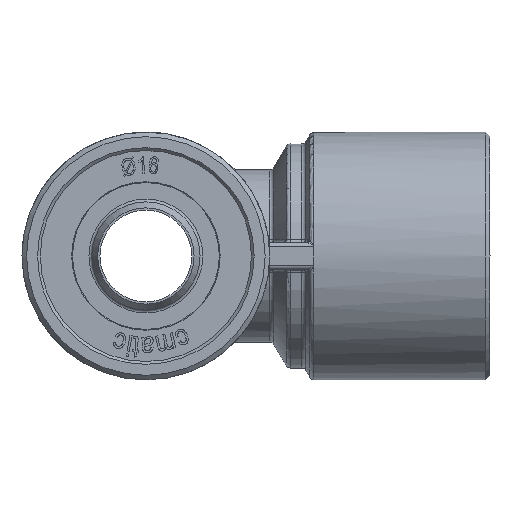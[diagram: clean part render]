
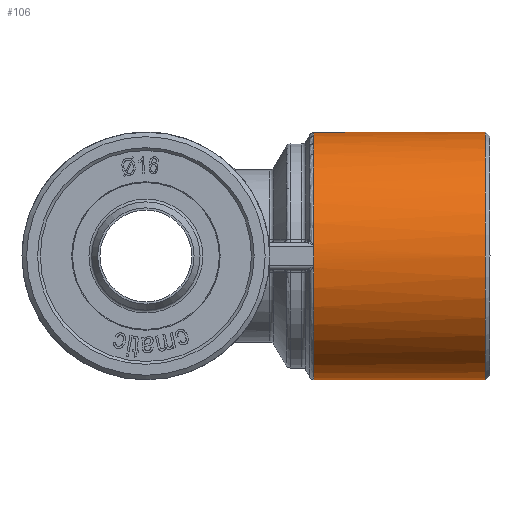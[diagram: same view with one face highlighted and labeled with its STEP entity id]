
A CAD part, front view. The second image highlights one B-rep face of the part: STEP entity #106.
In plain terms, the highlighted cylindrical face has radius 13.5 mm (diameter 27 mm), a full revolution.
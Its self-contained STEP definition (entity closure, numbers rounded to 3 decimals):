
#106 = ADVANCED_FACE( 'NONE', ( #782, #783 ), #784, .T. );
#782 = FACE_OUTER_BOUND( '', #2486, .T. );
#783 = FACE_OUTER_BOUND( '', #2487, .T. );
#784 = CYLINDRICAL_SURFACE( '', #2488, 13.5 );
#2486 = EDGE_LOOP( '', ( #11380, #11381, #11382, #11383, #11384, #11385 ) );
#2487 = EDGE_LOOP( '', ( #11386 ) );
#2488 = AXIS2_PLACEMENT_3D( '', #11387, #11388, #11389 );
#11380 = ORIENTED_EDGE( '', *, *, #15600, .F. );
#11381 = ORIENTED_EDGE( '', *, *, #15601, .F. );
#11382 = ORIENTED_EDGE( '', *, *, #15602, .F. );
#11383 = ORIENTED_EDGE( '', *, *, #15499, .F. );
#11384 = ORIENTED_EDGE( '', *, *, #15603, .F. );
#11385 = ORIENTED_EDGE( '', *, *, #15604, .F. );
#11386 = ORIENTED_EDGE( '', *, *, #15605, .T. );
#11387 = CARTESIAN_POINT( '', ( 0., 0., 0. ) );
#11388 = DIRECTION( '', ( 1., 0., 0. ) );
#11389 = DIRECTION( '', ( 0., 0., -1. ) );
#15499 = EDGE_CURVE( 'NONE', #17140, #17142, #17143, .T. );
#15600 = EDGE_CURVE( 'NONE', #17150, #17193, #17332, .T. );
#15601 = EDGE_CURVE( 'NONE', #17333, #17150, #17334, .T. );
#15602 = EDGE_CURVE( 'NONE', #17142, #17333, #17335, .T. );
#15603 = EDGE_CURVE( 'NONE', #17336, #17140, #17337, .T. );
#15604 = EDGE_CURVE( 'NONE', #17193, #17336, #17338, .T. );
#15605 = EDGE_CURVE( 'NONE', #17339, #17339, #17340, .T. );
#17140 = VERTEX_POINT( 'NONE', #20000 );
#17142 = VERTEX_POINT( 'NONE', #20014 );
#17143 = CIRCLE( '', #20015, 13.5 );
#17150 = VERTEX_POINT( 'NONE', #20045 );
#17193 = VERTEX_POINT( 'NONE', #20191 );
#17332 = CIRCLE( '', #20601, 13.5 );
#17333 = VERTEX_POINT( 'NONE', #20602 );
#17334 = CIRCLE( '', #20603, 13.5 );
#17335 = CIRCLE( '', #20604, 13.5 );
#17336 = VERTEX_POINT( 'NONE', #20605 );
#17337 = CIRCLE( '', #20606, 13.5 );
#17338 = CIRCLE( '', #20607, 13.5 );
#17339 = VERTEX_POINT( '', #20608 );
#17340 = CIRCLE( '', #20609, 13.5 );
#20000 = CARTESIAN_POINT( '', ( 18.299, -13.439, 1.281 ) );
#20014 = CARTESIAN_POINT( '', ( 18.299, 13.439, 1.281 ) );
#20015 = AXIS2_PLACEMENT_3D( '', #30534, #30535, #30536 );
#20045 = CARTESIAN_POINT( '', ( 18.299, 13.439, -1.281 ) );
#20191 = CARTESIAN_POINT( '', ( 18.299, -13.439, -1.281 ) );
#20601 = AXIS2_PLACEMENT_3D( '', #30666, #30667, #30668 );
#20602 = CARTESIAN_POINT( '', ( 18.299, 13.5, 0. ) );
#20603 = AXIS2_PLACEMENT_3D( '', #30669, #30670, #30671 );
#20604 = AXIS2_PLACEMENT_3D( '', #30672, #30673, #30674 );
#20605 = CARTESIAN_POINT( '', ( 18.299, -13.5, 0. ) );
#20606 = AXIS2_PLACEMENT_3D( '', #30675, #30676, #30677 );
#20607 = AXIS2_PLACEMENT_3D( '', #30678, #30679, #30680 );
#20608 = CARTESIAN_POINT( '', ( 37., 0., -13.5 ) );
#20609 = AXIS2_PLACEMENT_3D( '', #30681, #30682, #30683 );
#30534 = CARTESIAN_POINT( '', ( 18.299, 0., 0. ) );
#30535 = DIRECTION( '', ( -1., 0., 0. ) );
#30536 = DIRECTION( '', ( 0., 0., -1. ) );
#30666 = CARTESIAN_POINT( '', ( 18.299, 0., 0. ) );
#30667 = DIRECTION( '', ( -1., 0., 0. ) );
#30668 = DIRECTION( '', ( 0., 0., -1. ) );
#30669 = CARTESIAN_POINT( '', ( 18.299, 0., 0. ) );
#30670 = DIRECTION( '', ( -1., 0., 0. ) );
#30671 = DIRECTION( '', ( 0., 0., -1. ) );
#30672 = CARTESIAN_POINT( '', ( 18.299, 0., 0. ) );
#30673 = DIRECTION( '', ( -1., 0., 0. ) );
#30674 = DIRECTION( '', ( 0., 0., -1. ) );
#30675 = CARTESIAN_POINT( '', ( 18.299, 0., 0. ) );
#30676 = DIRECTION( '', ( -1., 0., 0. ) );
#30677 = DIRECTION( '', ( 0., 0., -1. ) );
#30678 = CARTESIAN_POINT( '', ( 18.299, 0., 0. ) );
#30679 = DIRECTION( '', ( -1., 0., 0. ) );
#30680 = DIRECTION( '', ( 0., 0., -1. ) );
#30681 = CARTESIAN_POINT( '', ( 37., 0., 0. ) );
#30682 = DIRECTION( '', ( -1., 0., 0. ) );
#30683 = DIRECTION( '', ( 0., 0., -1. ) );
